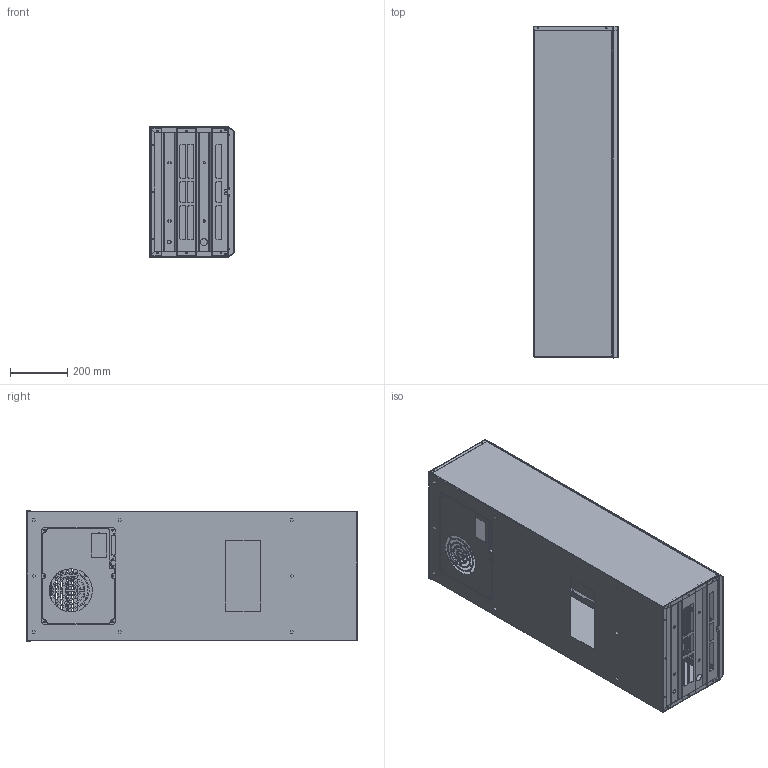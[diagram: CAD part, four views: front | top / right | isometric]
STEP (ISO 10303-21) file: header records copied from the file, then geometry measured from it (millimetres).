
FILE_DESCRIPTION(('STEP AP203'), '1');
FILE_NAME('OUT 4000-MONTAJ', '', ('UNSPECIFIED'), ('UNSPECIFIED'), 'C3D Converter', 'C3D Toolkit', '');
FILE_SCHEMA(('CONFIG_CONTROL_DESIGN'));
Length unit declared in the file: millimetre
Products named in the file (6): OUT 4000; Крышка перед; Кожух; Крышка верх; Крышка низ; Панель задняя
Assembly tree (5 placements, depth 2):
  OUT 4000
    Крышка перед
    Кожух
    Крышка верх
    Крышка низ
    Панель задняя
Bounding box: 297.16 x 1157.41 x 456.71 mm (x, y, z)
Volume: 2040720.1 mm3; surface area: 4116648.7 mm2
Topology: 5 solids, 5 shells, 1662 faces, 4440 edges, 2784 vertices
Faces by surface type: cylinder 862, plane 635, bspline 165
Full cylindrical faces by diameter (mm): 3 x2, 3.2 x6, 3.5 x2, 4.5 x31, 5.2 x5, 5.974 x2, 8 x2, 13.2 x1, 23.961 x1
Entity records: 70336 total; most frequent: CARTESIAN_POINT 15240, ORIENTED_EDGE 8776, DIRECTION 8399, EDGE_CURVE 4388, AXIS2_PLACEMENT_3D 3027, VERTEX_POINT 2784, LINE 2345, VECTOR 2345
